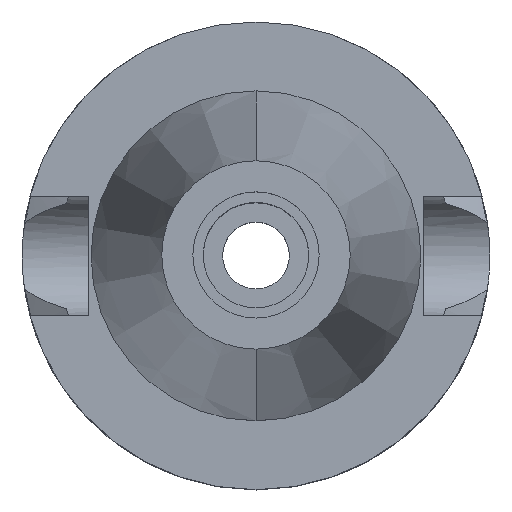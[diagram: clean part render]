
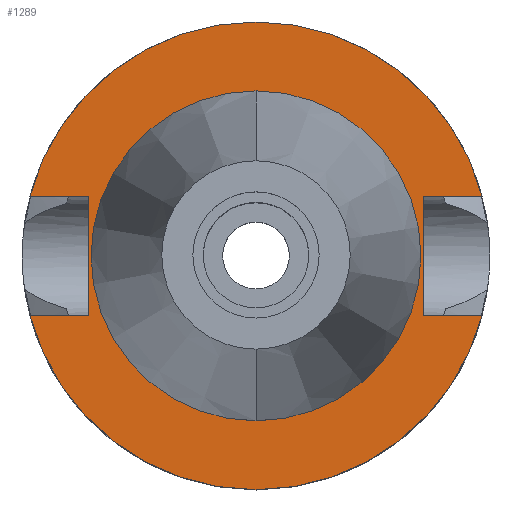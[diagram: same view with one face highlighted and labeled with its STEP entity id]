
A CAD part, top view. The second image highlights one B-rep face of the part: STEP entity #1289.
In plain terms, the highlighted planar face has unit normal (0, 0, 1).
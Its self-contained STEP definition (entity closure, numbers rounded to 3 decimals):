
#94=DIRECTION('',(0.,1.,0.));
#95=VECTOR('',#94,16.1);
#96=CARTESIAN_POINT('',(-22.5,-8.05,-1.));
#97=LINE('',#96,#95);
#101=DIRECTION('',(-1.,0.,0.));
#102=VECTOR('',#101,7.954);
#103=CARTESIAN_POINT('',(-22.5,8.05,-1.));
#104=LINE('',#103,#102);
#108=CARTESIAN_POINT('',(0.,0.,-1.));
#109=DIRECTION('',(0.,0.,-1.));
#110=DIRECTION('',(-0.967,0.256,0.));
#111=AXIS2_PLACEMENT_3D('',#108,#109,#110);
#116=CARTESIAN_POINT('',(0.,0.,-1.));
#117=DIRECTION('',(0.,0.,-1.));
#118=DIRECTION('',(0.,1.,0.));
#119=AXIS2_PLACEMENT_3D('',#116,#117,#118);
#124=DIRECTION('',(0.,-1.,0.));
#125=VECTOR('',#124,16.1);
#126=CARTESIAN_POINT('',(22.5,8.05,-1.));
#127=LINE('',#126,#125);
#131=DIRECTION('',(1.,0.,0.));
#132=VECTOR('',#131,7.954);
#133=CARTESIAN_POINT('',(22.5,-8.05,-1.));
#134=LINE('',#133,#132);
#138=CARTESIAN_POINT('',(0.,0.,-1.));
#139=DIRECTION('',(0.,0.,-1.));
#140=DIRECTION('',(0.967,-0.256,0.));
#141=AXIS2_PLACEMENT_3D('',#138,#139,#140);
#146=CARTESIAN_POINT('',(0.,0.,-1.));
#147=DIRECTION('',(0.,0.,-1.));
#148=DIRECTION('',(0.,-1.,0.));
#149=AXIS2_PLACEMENT_3D('',#146,#147,#148);
#154=CARTESIAN_POINT('',(0.,0.,-1.));
#155=DIRECTION('',(0.,0.,1.));
#156=DIRECTION('',(0.,-1.,0.));
#157=AXIS2_PLACEMENT_3D('',#154,#155,#156);
#162=CARTESIAN_POINT('',(0.,0.,-1.));
#163=DIRECTION('',(0.,0.,1.));
#164=DIRECTION('',(0.,1.,0.));
#165=AXIS2_PLACEMENT_3D('',#162,#163,#164);
#200=DIRECTION('',(-1.,0.,0.));
#201=VECTOR('',#200,7.954);
#202=CARTESIAN_POINT('',(-22.5,-8.05,-1.));
#203=LINE('',#202,#201);
#337=DIRECTION('',(1.,0.,0.));
#338=VECTOR('',#337,7.954);
#339=CARTESIAN_POINT('',(22.5,8.05,-1.));
#340=LINE('',#339,#338);
#1146=CARTESIAN_POINT('',(-22.5,-8.05,-1.));
#1147=VERTEX_POINT('',#1146);
#1148=CARTESIAN_POINT('',(-30.454,-8.05,-1.));
#1149=VERTEX_POINT('',#1148);
#1152=CARTESIAN_POINT('',(-22.5,8.05,-1.));
#1153=VERTEX_POINT('',#1152);
#1154=CARTESIAN_POINT('',(-30.454,8.05,-1.));
#1155=VERTEX_POINT('',#1154);
#1156=CARTESIAN_POINT('',(0.,31.5,-1.));
#1157=CARTESIAN_POINT('',(30.454,8.05,-1.));
#1158=VERTEX_POINT('',#1156);
#1159=VERTEX_POINT('',#1157);
#1160=CARTESIAN_POINT('',(22.5,8.05,-1.));
#1161=VERTEX_POINT('',#1160);
#1162=CARTESIAN_POINT('',(22.5,-8.05,-1.));
#1163=VERTEX_POINT('',#1162);
#1164=CARTESIAN_POINT('',(30.454,-8.05,-1.));
#1165=VERTEX_POINT('',#1164);
#1166=CARTESIAN_POINT('',(0.,-31.5,-1.));
#1167=VERTEX_POINT('',#1166);
#1168=CARTESIAN_POINT('',(0.,-22.225,-1.));
#1169=CARTESIAN_POINT('',(0.,22.225,-1.));
#1170=VERTEX_POINT('',#1168);
#1171=VERTEX_POINT('',#1169);
#1258=CARTESIAN_POINT('',(0.,0.,-1.));
#1259=DIRECTION('',(0.,0.,-1.));
#1260=DIRECTION('',(0.,-1.,0.));
#1261=AXIS2_PLACEMENT_3D('',#1258,#1259,#1260);
#1262=PLANE('',#1261);
#1264=ORIENTED_EDGE('',*,*,#1263,.T.);
#1266=ORIENTED_EDGE('',*,*,#1265,.T.);
#1268=ORIENTED_EDGE('',*,*,#1267,.T.);
#1270=ORIENTED_EDGE('',*,*,#1269,.T.);
#1272=ORIENTED_EDGE('',*,*,#1271,.F.);
#1274=ORIENTED_EDGE('',*,*,#1273,.T.);
#1276=ORIENTED_EDGE('',*,*,#1275,.T.);
#1278=ORIENTED_EDGE('',*,*,#1277,.T.);
#1280=ORIENTED_EDGE('',*,*,#1279,.T.);
#1282=ORIENTED_EDGE('',*,*,#1281,.F.);
#1283=EDGE_LOOP('',(#1264,#1266,#1268,#1270,#1272,#1274,#1276,#1278,#1280,
#1282));
#1284=FACE_OUTER_BOUND('',#1283,.F.);
#1285=ORIENTED_EDGE('',*,*,#1237,.T.);
#1286=ORIENTED_EDGE('',*,*,#1253,.T.);
#1287=EDGE_LOOP('',(#1285,#1286));
#1288=FACE_BOUND('',#1287,.F.);
#112=CIRCLE('',#111,31.5);
#120=CIRCLE('',#119,31.5);
#142=CIRCLE('',#141,31.5);
#150=CIRCLE('',#149,31.5);
#158=CIRCLE('',#157,22.225);
#166=CIRCLE('',#165,22.225);
#1237=EDGE_CURVE('',#1170,#1171,#158,.T.);
#1253=EDGE_CURVE('',#1171,#1170,#166,.T.);
#1263=EDGE_CURVE('',#1147,#1153,#97,.T.);
#1265=EDGE_CURVE('',#1153,#1155,#104,.T.);
#1267=EDGE_CURVE('',#1155,#1158,#112,.T.);
#1269=EDGE_CURVE('',#1158,#1159,#120,.T.);
#1271=EDGE_CURVE('',#1161,#1159,#340,.T.);
#1273=EDGE_CURVE('',#1161,#1163,#127,.T.);
#1275=EDGE_CURVE('',#1163,#1165,#134,.T.);
#1277=EDGE_CURVE('',#1165,#1167,#142,.T.);
#1279=EDGE_CURVE('',#1167,#1149,#150,.T.);
#1281=EDGE_CURVE('',#1147,#1149,#203,.T.);
#1289=ADVANCED_FACE('',(#1284,#1288),#1262,.F.);
